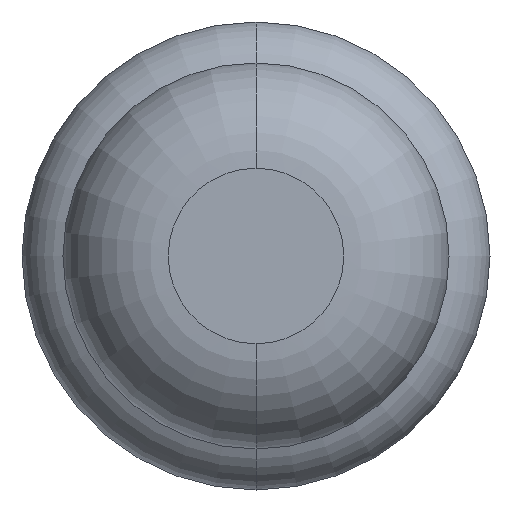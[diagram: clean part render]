
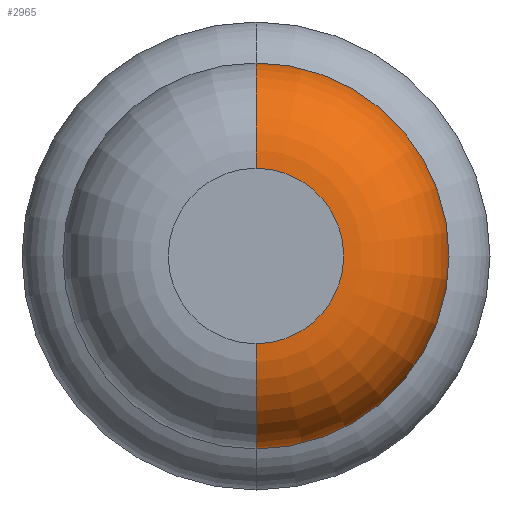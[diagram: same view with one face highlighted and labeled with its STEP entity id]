
A CAD part, front view. The second image highlights one B-rep face of the part: STEP entity #2965.
In plain terms, the highlighted toroidal (fillet/blend) face has major radius 0.375 mm and minor radius 0.45 mm.
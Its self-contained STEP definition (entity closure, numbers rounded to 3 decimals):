
#335 = EDGE_LOOP ( 'NONE', ( #939, #448, #1015, #1618 ) ) ;
#441 = TOROIDAL_SURFACE ( 'NONE', #2910, 0.375, 0.45 ) ;
#448 = ORIENTED_EDGE ( 'NONE', *, *, #3999, .T. ) ;
#485 = CIRCLE ( 'NONE', #2279, 0.825 ) ;
#774 = VERTEX_POINT ( 'NONE', #3202 ) ;
#785 = CARTESIAN_POINT ( 'NONE',  ( 0., -29.95, 0. ) ) ;
#939 = ORIENTED_EDGE ( 'NONE', *, *, #1671, .T. ) ;
#942 = DIRECTION ( 'NONE',  ( 0., 0., 1. ) ) ;
#1000 = CARTESIAN_POINT ( 'NONE',  ( 0., -29.95, 0.375 ) ) ;
#1015 = ORIENTED_EDGE ( 'NONE', *, *, #2752, .F. ) ;
#1045 = EDGE_CURVE ( 'NONE', #3440, #1801, #2253, .T. ) ;
#1301 = DIRECTION ( 'NONE',  ( 0., 0., 1. ) ) ;
#1323 = CARTESIAN_POINT ( 'NONE',  ( 0., -30.4, 0. ) ) ;
#1352 = CIRCLE ( 'NONE', #4104, 0.45 ) ;
#1411 = CIRCLE ( 'NONE', #2479, 0.375 ) ;
#1616 = CARTESIAN_POINT ( 'NONE',  ( 0., -29.95, 0.825 ) ) ;
#1618 = ORIENTED_EDGE ( 'NONE', *, *, #1045, .F. ) ;
#1656 = DIRECTION ( 'NONE',  ( -1., 0., 0. ) ) ;
#1671 = EDGE_CURVE ( 'Defeature ausgef�hrt1_6+Defeature ausgef�hrt1_5+Defeature ausgef�hrt1_5+Defeature ausgef�hrt1_5', #3440, #774, #1411, .T. ) ;
#1762 = CARTESIAN_POINT ( 'NONE',  ( 0., -29.95, -0.375 ) ) ;
#1801 = VERTEX_POINT ( 'NONE', #1616 ) ;
#2171 = DIRECTION ( 'NONE',  ( 0., 0., 1. ) ) ;
#2253 = CIRCLE ( 'NONE', #2530, 0.45 ) ;
#2279 = AXIS2_PLACEMENT_3D ( 'NONE', #3042, #2751, #2733 ) ;
#2475 = DIRECTION ( 'NONE',  ( 0., 0., -1. ) ) ;
#2479 = AXIS2_PLACEMENT_3D ( 'NONE', #1323, #2660, #1301 ) ;
#2530 = AXIS2_PLACEMENT_3D ( 'NONE', #1000, #1656, #942 ) ;
#2600 = CARTESIAN_POINT ( 'NONE',  ( 0., -29.95, -0.825 ) ) ;
#2660 = DIRECTION ( 'NONE',  ( 0., 1., 0. ) ) ;
#2733 = DIRECTION ( 'NONE',  ( 0., 0., 1. ) ) ;
#2751 = DIRECTION ( 'NONE',  ( 0., 1., 0. ) ) ;
#2752 = EDGE_CURVE ( 'Defeature ausgef�hrt1_7+Defeature ausgef�hrt1_6+Defeature ausgef�hrt1_6+Defeature ausgef�hrt1_6', #1801, #3676, #485, .T. ) ;
#2863 = DIRECTION ( 'NONE',  ( 0., 1., 0. ) ) ;
#2910 = AXIS2_PLACEMENT_3D ( 'NONE', #785, #2863, #2171 ) ;
#2965 = ADVANCED_FACE ( 'Defeature ausgef�hrt1_6', ( #3163 ), #441, .T. ) ;
#2992 = CARTESIAN_POINT ( 'NONE',  ( 0., -30.4, 0.375 ) ) ;
#3042 = CARTESIAN_POINT ( 'NONE',  ( 0., -29.95, 0. ) ) ;
#3163 = FACE_OUTER_BOUND ( 'NONE', #335, .T. ) ;
#3202 = CARTESIAN_POINT ( 'NONE',  ( 0., -30.4, -0.375 ) ) ;
#3440 = VERTEX_POINT ( 'NONE', #2992 ) ;
#3676 = VERTEX_POINT ( 'NONE', #2600 ) ;
#3881 = DIRECTION ( 'NONE',  ( 1., 0., 0. ) ) ;
#3999 = EDGE_CURVE ( 'NONE', #774, #3676, #1352, .T. ) ;
#4104 = AXIS2_PLACEMENT_3D ( 'NONE', #1762, #3881, #2475 ) ;
